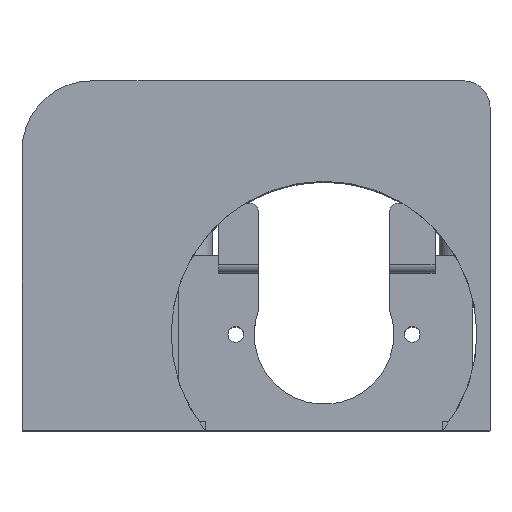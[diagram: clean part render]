
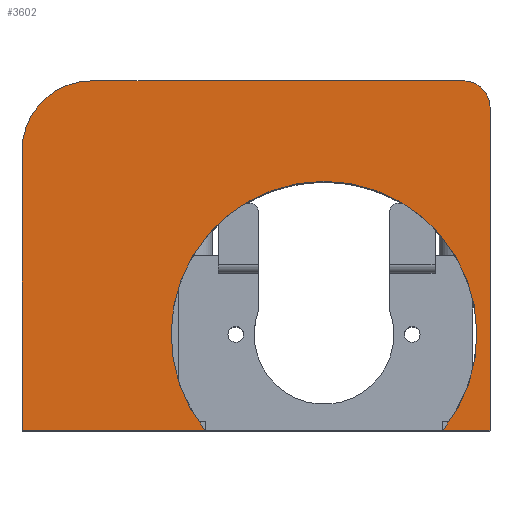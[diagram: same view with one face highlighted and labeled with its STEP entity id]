
A CAD part, top view. The second image highlights one B-rep face of the part: STEP entity #3602.
In plain terms, the highlighted planar face has unit normal (0, 0, 1).
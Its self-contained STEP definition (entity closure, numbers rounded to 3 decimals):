
#29=CIRCLE('',#3780,17.5);
#64=CIRCLE('',#3834,8.);
#65=CIRCLE('',#3836,3.);
#290=FACE_OUTER_BOUND('',#490,.T.);
#490=EDGE_LOOP('',(#2643,#2644,#2645,#2646,#2647,#2648,#2649,#2650));
#844=LINE('',#5549,#1244);
#845=LINE('',#5550,#1245);
#846=LINE('',#5552,#1246);
#847=LINE('',#5554,#1247);
#848=LINE('',#5557,#1248);
#1244=VECTOR('',#4409,32.);
#1245=VECTOR('',#4410,20.959);
#1246=VECTOR('',#4411,5.389);
#1247=VECTOR('',#4412,37.);
#1248=VECTOR('',#4415,42.57);
#1551=VERTEX_POINT('',#5314);
#1552=VERTEX_POINT('',#5315);
#1644=VERTEX_POINT('',#5542);
#1645=VERTEX_POINT('',#5544);
#1646=VERTEX_POINT('',#5548);
#1647=VERTEX_POINT('',#5551);
#1648=VERTEX_POINT('',#5553);
#1649=VERTEX_POINT('',#5555);
#1923=EDGE_CURVE('',#1551,#1552,#29,.T.);
#2040=EDGE_CURVE('',#1644,#1645,#64,.T.);
#2042=EDGE_CURVE('',#1646,#1644,#844,.T.);
#2043=EDGE_CURVE('',#1551,#1646,#845,.T.);
#2044=EDGE_CURVE('',#1552,#1647,#846,.T.);
#2045=EDGE_CURVE('',#1647,#1648,#847,.T.);
#2046=EDGE_CURVE('',#1649,#1648,#65,.T.);
#2047=EDGE_CURVE('',#1649,#1645,#848,.T.);
#2643=ORIENTED_EDGE('',*,*,#2040,.F.);
#2644=ORIENTED_EDGE('',*,*,#2042,.F.);
#2645=ORIENTED_EDGE('',*,*,#2043,.F.);
#2646=ORIENTED_EDGE('',*,*,#1923,.T.);
#2647=ORIENTED_EDGE('',*,*,#2044,.T.);
#2648=ORIENTED_EDGE('',*,*,#2045,.T.);
#2649=ORIENTED_EDGE('',*,*,#2046,.F.);
#2650=ORIENTED_EDGE('',*,*,#2047,.T.);
#3462=PLANE('',#3835);
#3602=ADVANCED_FACE('',(#290),#3462,.T.);
#3780=AXIS2_PLACEMENT_3D('',#5316,#4214,#4215);
#3834=AXIS2_PLACEMENT_3D('',#5545,#4404,#4405);
#3835=AXIS2_PLACEMENT_3D('',#5547,#4407,#4408);
#3836=AXIS2_PLACEMENT_3D('',#5556,#4413,#4414);
#4214=DIRECTION('center_axis',(0.,0.,-1.));
#4215=DIRECTION('ref_axis',(-0.629,-0.778,0.));
#4404=DIRECTION('center_axis',(0.,0.,-1.));
#4405=DIRECTION('ref_axis',(0.707,0.707,0.));
#4407=DIRECTION('center_axis',(0.,0.,1.));
#4408=DIRECTION('ref_axis',(1.,0.,0.));
#4409=DIRECTION('',(1.,0.,0.));
#4410=DIRECTION('',(0.,1.,0.));
#4411=DIRECTION('',(0.,-1.,0.));
#4412=DIRECTION('',(1.,0.,0.));
#4413=DIRECTION('center_axis',(0.,0.,-1.));
#4414=DIRECTION('ref_axis',(0.707,-0.707,0.));
#4415=DIRECTION('',(0.,1.,0.));
#5314=CARTESIAN_POINT('',(-11.,13.611,1.));
#5315=CARTESIAN_POINT('',(-11.,-13.611,1.));
#5316=CARTESIAN_POINT('Origin',(0.,0.,
1.));
#5542=CARTESIAN_POINT('',(21.,34.57,1.));
#5544=CARTESIAN_POINT('',(29.,26.57,1.));
#5545=CARTESIAN_POINT('Origin',(21.,26.57,1.));
#5547=CARTESIAN_POINT('Origin',(6.994,-4.226,1.));
#5548=CARTESIAN_POINT('',(-11.,34.57,1.));
#5549=CARTESIAN_POINT('',(-11.,34.57,1.));
#5550=CARTESIAN_POINT('',(-11.,23.,1.));
#5551=CARTESIAN_POINT('',(-11.,-19.,1.));
#5552=CARTESIAN_POINT('',(-11.,-33.,1.));
#5553=CARTESIAN_POINT('',(26.,-19.,1.));
#5554=CARTESIAN_POINT('',(25.,-19.,1.));
#5555=CARTESIAN_POINT('',(29.,-16.,1.));
#5556=CARTESIAN_POINT('Origin',(26.,-16.,1.));
#5557=CARTESIAN_POINT('',(29.,33.57,1.));
